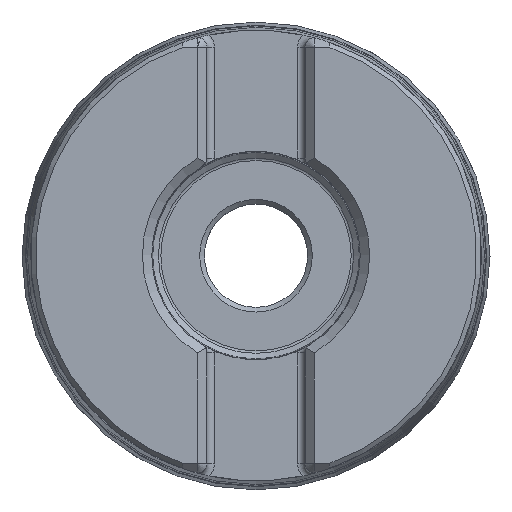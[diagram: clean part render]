
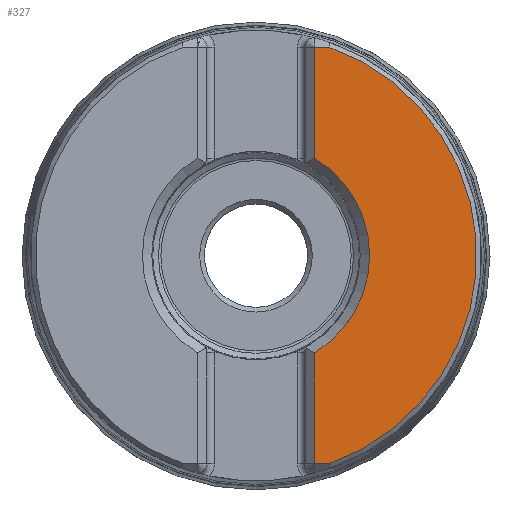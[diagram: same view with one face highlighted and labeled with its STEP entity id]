
A CAD part, top view. The second image highlights one B-rep face of the part: STEP entity #327.
In plain terms, the highlighted planar face has unit normal (0, 0, 1).
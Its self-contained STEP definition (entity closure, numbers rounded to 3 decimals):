
#106=PLANE('',#1707);
#125=FACE_OUTER_BOUND('',#739,.T.);
#175=LINE('',#2688,#223);
#176=LINE('',#2693,#224);
#177=LINE('',#2695,#225);
#178=LINE('',#2699,#226);
#223=VECTOR('',#1972,1.);
#224=VECTOR('',#1975,1.);
#225=VECTOR('',#1976,1.);
#226=VECTOR('',#1979,1.);
#327=ADVANCED_FACE('',(#125),#106,.T.);
#739=EDGE_LOOP('',(#921,#922,#923,#924,#925,#926));
#921=ORIENTED_EDGE('',*,*,#1410,.F.);
#922=ORIENTED_EDGE('',*,*,#1411,.T.);
#923=ORIENTED_EDGE('',*,*,#1412,.F.);
#924=ORIENTED_EDGE('',*,*,#1413,.F.);
#925=ORIENTED_EDGE('',*,*,#1414,.T.);
#926=ORIENTED_EDGE('',*,*,#1415,.F.);
#1269=VERTEX_POINT('',#2689);
#1270=VERTEX_POINT('',#2690);
#1271=VERTEX_POINT('',#2692);
#1272=VERTEX_POINT('',#2694);
#1273=VERTEX_POINT('',#2696);
#1274=VERTEX_POINT('',#2698);
#1410=EDGE_CURVE('',#1269,#1270,#175,.T.);
#1411=EDGE_CURVE('',#1269,#1271,#1601,.T.);
#1412=EDGE_CURVE('',#1272,#1271,#176,.T.);
#1413=EDGE_CURVE('',#1273,#1272,#177,.T.);
#1414=EDGE_CURVE('',#1273,#1274,#1602,.T.);
#1415=EDGE_CURVE('',#1270,#1274,#178,.T.);
#1601=CIRCLE('',#1705,23.5);
#1602=CIRCLE('',#1706,12.099);
#1705=AXIS2_PLACEMENT_3D('',#2691,#1973,#1974);
#1706=AXIS2_PLACEMENT_3D('',#2697,#1977,#1978);
#1707=AXIS2_PLACEMENT_3D('',#2700,#1980,#1981);
#1972=DIRECTION('',(-1.,0.,0.));
#1973=DIRECTION('',(0.,0.,1.));
#1974=DIRECTION('',(1.,0.,0.));
#1975=DIRECTION('',(1.,0.,0.));
#1976=DIRECTION('',(0.,1.,0.));
#1977=DIRECTION('',(0.,0.,-1.));
#1978=DIRECTION('',(-1.,0.,0.));
#1979=DIRECTION('',(0.,1.,0.));
#1980=DIRECTION('',(0.,0.,1.));
#1981=DIRECTION('',(1.,0.,0.));
#2688=CARTESIAN_POINT('',(6.227,-22.178,0.));
#2689=CARTESIAN_POINT('',(7.771,-22.178,0.));
#2690=CARTESIAN_POINT('',(6.228,-22.178,0.));
#2691=CARTESIAN_POINT('',(0.,0.,0.));
#2692=CARTESIAN_POINT('',(7.771,22.178,0.));
#2693=CARTESIAN_POINT('',(6.227,22.178,0.));
#2694=CARTESIAN_POINT('',(6.228,22.178,0.));
#2695=CARTESIAN_POINT('',(6.228,-22.178,0.));
#2696=CARTESIAN_POINT('',(6.228,10.373,0.));
#2697=CARTESIAN_POINT('',(0.,0.,0.));
#2698=CARTESIAN_POINT('',(6.228,-10.373,0.));
#2699=CARTESIAN_POINT('',(6.228,-22.178,0.));
#2700=CARTESIAN_POINT('',(24.,0.,0.));
